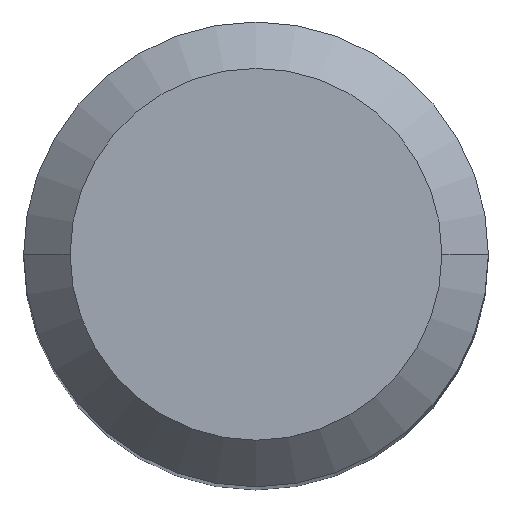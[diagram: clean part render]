
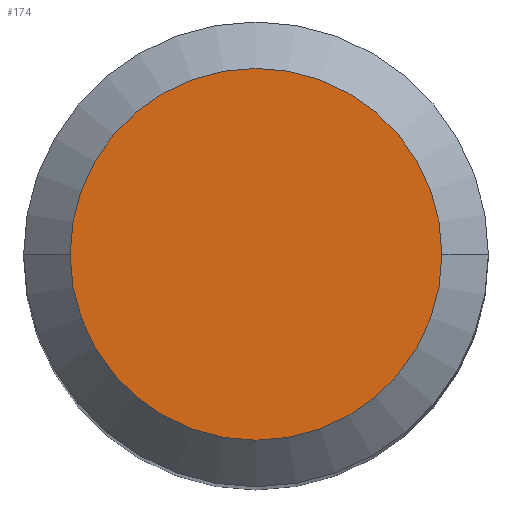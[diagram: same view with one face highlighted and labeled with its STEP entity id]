
A CAD part, top view. The second image highlights one B-rep face of the part: STEP entity #174.
In plain terms, the highlighted planar face has unit normal (0, 0, 1).
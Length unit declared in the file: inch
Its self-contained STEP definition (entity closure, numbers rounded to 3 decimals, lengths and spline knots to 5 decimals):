
#21 = DIRECTION ( 'NONE',  ( 0., 0., -1. ) ) ;
#34 = AXIS2_PLACEMENT_3D ( 'NONE', #472, #21, #160 ) ;
#40 = VERTEX_POINT ( 'NONE', #385 ) ;
#55 = AXIS2_PLACEMENT_3D ( 'NONE', #401, #480, #239 ) ;
#95 = EDGE_CURVE ( 'NONE', #40, #309, #223, .T. ) ;
#156 = PLANE ( 'NONE',  #34 ) ;
#160 = DIRECTION ( 'NONE',  ( -1., 0., 0. ) ) ;
#174 = ADVANCED_FACE ( 'NONE', ( #339 ), #156, .F. ) ;
#190 = ORIENTED_EDGE ( 'NONE', *, *, #412, .T. ) ;
#223 = CIRCLE ( 'NONE', #267, 0.15748 ) ;
#239 = DIRECTION ( 'NONE',  ( 1., 0., 0. ) ) ;
#267 = AXIS2_PLACEMENT_3D ( 'NONE', #422, #424, #328 ) ;
#293 = CIRCLE ( 'NONE', #55, 0.15748 ) ;
#309 = VERTEX_POINT ( 'NONE', #389 ) ;
#328 = DIRECTION ( 'NONE',  ( 1., 0., 0. ) ) ;
#339 = FACE_OUTER_BOUND ( 'NONE', #350, .T. ) ;
#350 = EDGE_LOOP ( 'NONE', ( #390, #190 ) ) ;
#385 = CARTESIAN_POINT ( 'NONE',  ( -0.15748, 0., 0. ) ) ;
#389 = CARTESIAN_POINT ( 'NONE',  ( 0.15748, 0., 0. ) ) ;
#390 = ORIENTED_EDGE ( 'NONE', *, *, #95, .T. ) ;
#401 = CARTESIAN_POINT ( 'NONE',  ( 0., 0., 0. ) ) ;
#412 = EDGE_CURVE ( 'NONE', #309, #40, #293, .T. ) ;
#422 = CARTESIAN_POINT ( 'NONE',  ( 0., 0., 0. ) ) ;
#424 = DIRECTION ( 'NONE',  ( 0., 0., 1. ) ) ;
#472 = CARTESIAN_POINT ( 'NONE',  ( 0., 0., 0. ) ) ;
#480 = DIRECTION ( 'NONE',  ( 0., 0., 1. ) ) ;
